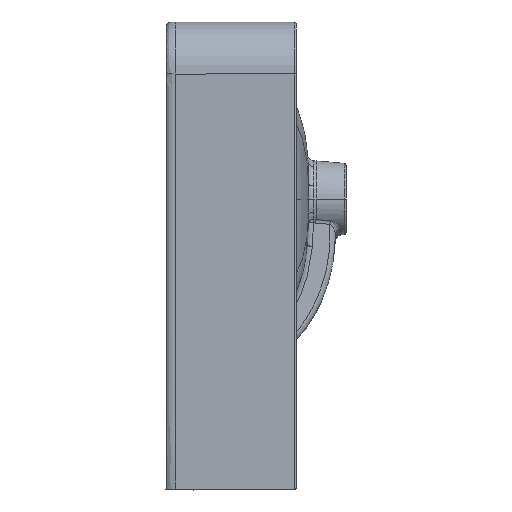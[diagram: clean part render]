
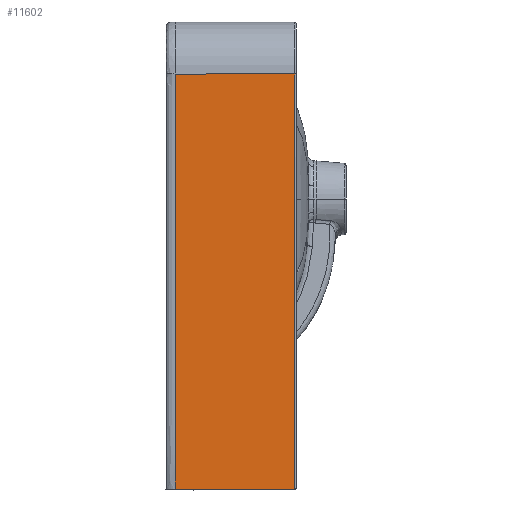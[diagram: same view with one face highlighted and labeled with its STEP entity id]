
A CAD part, left-side view. The second image highlights one B-rep face of the part: STEP entity #11602.
In plain terms, the highlighted planar face has unit normal (-1, 0, 0).
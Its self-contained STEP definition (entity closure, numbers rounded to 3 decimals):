
#678=CARTESIAN_POINT('',(-225.,-8.787,120.25));
#679=CARTESIAN_POINT('',(-225.,-8.787,120.114));
#680=CARTESIAN_POINT('',(-225.,-8.787,116.152));
#681=CARTESIAN_POINT('',(-225.,-8.787,104.916));
#682=CARTESIAN_POINT('',(-225.,-8.787,86.522));
#683=CARTESIAN_POINT('',(-225.,-8.787,64.713));
#684=CARTESIAN_POINT('',(-225.,-8.787,43.462));
#685=CARTESIAN_POINT('',(-225.,-8.787,22.599));
#686=CARTESIAN_POINT('',(-225.,-8.787,
-5.667));
#687=CARTESIAN_POINT('',(-225.,-8.787,
-43.103));
#688=CARTESIAN_POINT('',(-225.,-8.787,
-80.539));
#689=CARTESIAN_POINT('',(-225.,-8.787,
-108.8));
#690=CARTESIAN_POINT('',(-225.,-8.787,
-130.758));
#691=CARTESIAN_POINT('',(-225.,-8.787,
-154.201));
#692=CARTESIAN_POINT('',(-225.,-8.787,
-179.34));
#693=CARTESIAN_POINT('',(-225.,-8.787,
-213.837));
#694=CARTESIAN_POINT('',(-224.999,-8.786,
-239.899));
#695=CARTESIAN_POINT('',(-225.004,-8.787,
-258.099));
#697=CARTESIAN_POINT('',(-225.002,-8.781,
-258.099));
#698=CARTESIAN_POINT('',(-225.002,-8.779,
-260.502));
#699=CARTESIAN_POINT('',(-225.,-8.775,
-265.257));
#700=CARTESIAN_POINT('',(-224.998,-8.778,
-272.241));
#701=CARTESIAN_POINT('',(-225.005,-8.774,
-276.796));
#702=CARTESIAN_POINT('',(-225.005,-8.762,
-279.049));
#1097=DIRECTION('',(0.,1.,0.));
#1098=VECTOR('',#1097,114.705);
#1099=CARTESIAN_POINT('',(-225.,-123.501,
120.25));
#1100=LINE('',#1099,#1098);
#1105=DIRECTION('',(0.,0.,-1.));
#1106=VECTOR('',#1105,399.3);
#1107=CARTESIAN_POINT('',(-225.,-123.501,
120.25));
#1108=LINE('',#1107,#1106);
#1109=DIRECTION('',(0.,-1.,0.));
#1110=VECTOR('',#1109,114.739);
#1111=CARTESIAN_POINT('',(-225.005,-8.762,
-279.049));
#1112=LINE('',#1111,#1110);
#1140=CARTESIAN_POINT('',(-225.,-8.797,
120.25));
#8400=VERTEX_POINT('',#1140);
#8401=VERTEX_POINT('',#695);
#8539=VERTEX_POINT('',#702);
#8540=CARTESIAN_POINT('',(-225.,-123.501,
120.25));
#8541=CARTESIAN_POINT('',(-225.,-123.501,-279.05));
#8542=VERTEX_POINT('',#8540);
#8543=VERTEX_POINT('',#8541);
#11590=CARTESIAN_POINT('',(-225.,-66.901,-54.75));
#11591=DIRECTION('',(1.,0.,0.));
#11592=DIRECTION('',(0.,0.,1.));
#11593=AXIS2_PLACEMENT_3D('',#11590,#11591,#11592);
#11594=PLANE('',#11593);
#11595=ORIENTED_EDGE('',*,*,#10126,.T.);
#11596=ORIENTED_EDGE('',*,*,#10254,.F.);
#11597=ORIENTED_EDGE('',*,*,#10566,.F.);
#11598=ORIENTED_EDGE('',*,*,#10564,.F.);
#11599=ORIENTED_EDGE('',*,*,#11582,.F.);
#11600=EDGE_LOOP('',(#11595,#11596,#11597,#11598,#11599));
#11601=FACE_OUTER_BOUND('',#11600,.F.);
#11602=ADVANCED_FACE('',(#11601),#11594,.F.);
#696=B_SPLINE_CURVE_WITH_KNOTS('',3,(#678,#679,#680,#681,#682,#683,#684,#685,
#686,#687,#688,#689,#690,#691,#692,#693,#694,#695),.UNSPECIFIED.,.F.,.F.,(4,1,1,
1,1,1,1,1,1,1,1,1,1,1,1,4),(0.,0.001,0.032,
0.091,0.149,0.208,0.264,
0.32,0.431,0.542,0.598,
0.654,0.722,0.789,0.857,1.),
.UNSPECIFIED.);
#703=B_SPLINE_CURVE_WITH_KNOTS('',3,(#697,#698,#699,#700,#701,#702),
.UNSPECIFIED.,.F.,.F.,(4,1,1,4),(0.,0.333,0.667,1.),
.UNSPECIFIED.);
#10126=EDGE_CURVE('',#8542,#8543,#1108,.T.);
#10254=EDGE_CURVE('',#8539,#8543,#1112,.T.);
#10564=EDGE_CURVE('',#8400,#8401,#696,.T.);
#10566=EDGE_CURVE('',#8401,#8539,#703,.T.);
#11582=EDGE_CURVE('',#8542,#8400,#1100,.T.);
